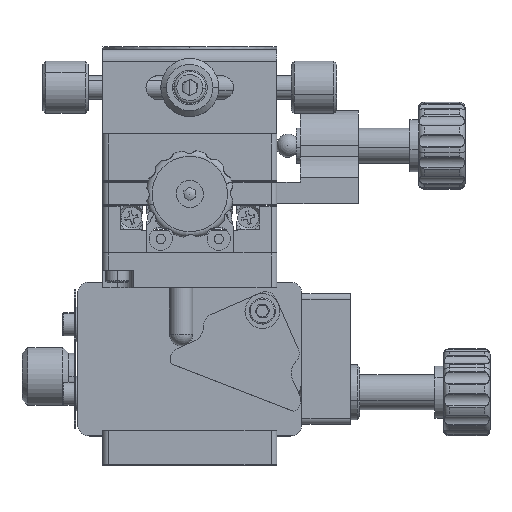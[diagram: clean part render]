
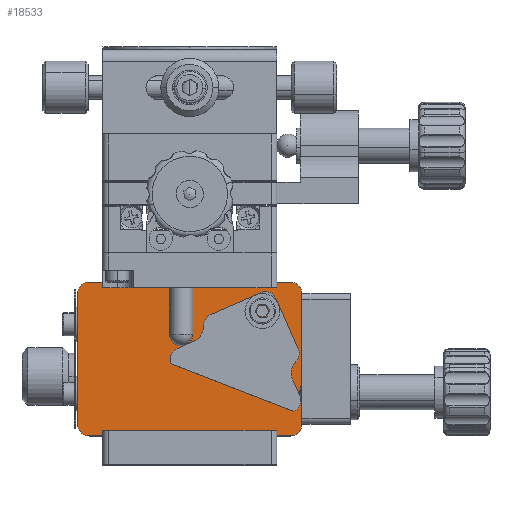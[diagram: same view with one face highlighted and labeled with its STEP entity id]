
A CAD part, top view. The second image highlights one B-rep face of the part: STEP entity #18533.
In plain terms, the highlighted planar face has unit normal (0, 0, 1).
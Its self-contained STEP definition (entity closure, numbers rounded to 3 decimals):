
#1837 = VERTEX_POINT ( 'NONE', #80792 ) ;
#4206 = AXIS2_PLACEMENT_3D ( 'NONE', #24158, #54656, #46686 ) ;
#4931 = ORIENTED_EDGE ( 'NONE', *, *, #14385, .T. ) ;
#5946 = CARTESIAN_POINT ( 'NONE',  ( 10.944, -12.139, 39. ) ) ;
#6715 = CARTESIAN_POINT ( 'NONE',  ( 18.769, -31.639, 39. ) ) ;
#6791 = ORIENTED_EDGE ( 'NONE', *, *, #96423, .T. ) ;
#7218 = DIRECTION ( 'NONE',  ( -1., 0., 0. ) ) ;
#12811 = EDGE_LOOP ( 'NONE', ( #25442, #56740, #4931, #54861, #28821, #6791, #26560, #81378 ) ) ;
#13499 = AXIS2_PLACEMENT_3D ( 'NONE', #77759, #70266, #48237 ) ;
#14385 = EDGE_CURVE ( 'NONE', #1837, #86862, #66588, .T. ) ;
#15474 = VECTOR ( 'NONE', #7218, 1000. ) ;
#16310 = DIRECTION ( 'NONE',  ( 1., 0., 0. ) ) ;
#16802 = VERTEX_POINT ( 'NONE', #6715 ) ;
#16841 = CARTESIAN_POINT ( 'NONE',  ( 11.969, -12.139, 39. ) ) ;
#18533 = ADVANCED_FACE ( 'NONE', ( #23832, #31331 ), #61833, .T. ) ;
#22920 = CARTESIAN_POINT ( 'NONE',  ( -17.831, -31.639, 39. ) ) ;
#23832 = FACE_BOUND ( 'NONE', #38143, .T. ) ;
#23982 = CIRCLE ( 'NONE', #31914, 2. ) ;
#24158 = CARTESIAN_POINT ( 'NONE',  ( -17.831, -9.139, 39. ) ) ;
#25442 = ORIENTED_EDGE ( 'NONE', *, *, #64580, .T. ) ;
#26560 = ORIENTED_EDGE ( 'NONE', *, *, #88095, .T. ) ;
#28231 = ORIENTED_EDGE ( 'NONE', *, *, #31215, .F. ) ;
#28354 = DIRECTION ( 'NONE',  ( 0., 0., 1. ) ) ;
#28821 = ORIENTED_EDGE ( 'NONE', *, *, #92120, .T. ) ;
#29426 = CIRCLE ( 'NONE', #13499, 2. ) ;
#30026 = VERTEX_POINT ( 'NONE', #36322 ) ;
#30667 = VECTOR ( 'NONE', #55948, 1000. ) ;
#31215 = EDGE_CURVE ( 'NONE', #32899, #81785, #59221, .T. ) ;
#31331 = FACE_OUTER_BOUND ( 'NONE', #12811, .T. ) ;
#31914 = AXIS2_PLACEMENT_3D ( 'NONE', #22920, #54404, #53416 ) ;
#31948 = DIRECTION ( 'NONE',  ( -1., 0., 0. ) ) ;
#32899 = VERTEX_POINT ( 'NONE', #5946 ) ;
#32946 = DIRECTION ( 'NONE',  ( 0., 1., 0. ) ) ;
#36322 = CARTESIAN_POINT ( 'NONE',  ( 16.769, -33.639, 39. ) ) ;
#38143 = EDGE_LOOP ( 'NONE', ( #81090, #28231 ) ) ;
#41305 = CARTESIAN_POINT ( 'NONE',  ( 12.994, -12.139, 39. ) ) ;
#41591 = AXIS2_PLACEMENT_3D ( 'NONE', #81361, #28354, #88335 ) ;
#41788 = VECTOR ( 'NONE', #32946, 1000. ) ;
#43554 = CARTESIAN_POINT ( 'NONE',  ( 16.769, -7.139, 39. ) ) ;
#44202 = EDGE_CURVE ( 'NONE', #76163, #1837, #45275, .T. ) ;
#44485 = VERTEX_POINT ( 'NONE', #60509 ) ;
#45275 = LINE ( 'NONE', #98733, #15474 ) ;
#46686 = DIRECTION ( 'NONE',  ( -1., 0., 0. ) ) ;
#46752 = VECTOR ( 'NONE', #49397, 1000. ) ;
#48237 = DIRECTION ( 'NONE',  ( 1., 0., 0. ) ) ;
#49397 = DIRECTION ( 'NONE',  ( 1., 0., 0. ) ) ;
#52528 = AXIS2_PLACEMENT_3D ( 'NONE', #92312, #54320, #16310 ) ;
#53416 = DIRECTION ( 'NONE',  ( -1., 0., 0. ) ) ;
#54320 = DIRECTION ( 'NONE',  ( 0., 0., 1. ) ) ;
#54404 = DIRECTION ( 'NONE',  ( 0., 0., 1. ) ) ;
#54656 = DIRECTION ( 'NONE',  ( 0., 0., 1. ) ) ;
#54726 = VERTEX_POINT ( 'NONE', #73732 ) ;
#54861 = ORIENTED_EDGE ( 'NONE', *, *, #82913, .T. ) ;
#55948 = DIRECTION ( 'NONE',  ( 0., -1., 0. ) ) ;
#56740 = ORIENTED_EDGE ( 'NONE', *, *, #44202, .T. ) ;
#57447 = CARTESIAN_POINT ( 'NONE',  ( -19.831, -31.639, 39. ) ) ;
#59221 = CIRCLE ( 'NONE', #41591, 1.025 ) ;
#60509 = CARTESIAN_POINT ( 'NONE',  ( 18.769, -9.139, 39. ) ) ;
#61833 = PLANE ( 'NONE',  #52528 ) ;
#64580 = EDGE_CURVE ( 'NONE', #44485, #76163, #29426, .T. ) ;
#65558 = CARTESIAN_POINT ( 'NONE',  ( -19.831, -9.139, 39. ) ) ;
#65891 = LINE ( 'NONE', #96356, #46752 ) ;
#66588 = CIRCLE ( 'NONE', #4206, 2. ) ;
#70266 = DIRECTION ( 'NONE',  ( 0., 0., 1. ) ) ;
#70849 = EDGE_CURVE ( 'NONE', #81785, #32899, #71377, .T. ) ;
#71377 = CIRCLE ( 'NONE', #87333, 1.025 ) ;
#73154 = VERTEX_POINT ( 'NONE', #82328 ) ;
#73732 = CARTESIAN_POINT ( 'NONE',  ( -17.831, -33.639, 39. ) ) ;
#76163 = VERTEX_POINT ( 'NONE', #43554 ) ;
#77759 = CARTESIAN_POINT ( 'NONE',  ( 16.769, -9.139, 39. ) ) ;
#78852 = DIRECTION ( 'NONE',  ( 0., 0., 1. ) ) ;
#78938 = LINE ( 'NONE', #95398, #41788 ) ;
#80522 = CIRCLE ( 'NONE', #93268, 2. ) ;
#80792 = CARTESIAN_POINT ( 'NONE',  ( -17.831, -7.139, 39. ) ) ;
#81090 = ORIENTED_EDGE ( 'NONE', *, *, #70849, .F. ) ;
#81361 = CARTESIAN_POINT ( 'NONE',  ( 11.969, -12.139, 39. ) ) ;
#81378 = ORIENTED_EDGE ( 'NONE', *, *, #81928, .T. ) ;
#81785 = VERTEX_POINT ( 'NONE', #41305 ) ;
#81928 = EDGE_CURVE ( 'NONE', #16802, #44485, #78938, .T. ) ;
#82328 = CARTESIAN_POINT ( 'NONE',  ( -19.831, -31.639, 39. ) ) ;
#82913 = EDGE_CURVE ( 'NONE', #86862, #73154, #87434, .T. ) ;
#84935 = CARTESIAN_POINT ( 'NONE',  ( 16.769, -31.639, 39. ) ) ;
#85843 = DIRECTION ( 'NONE',  ( 1., 0., 0. ) ) ;
#85900 = DIRECTION ( 'NONE',  ( 0., 0., 1. ) ) ;
#86862 = VERTEX_POINT ( 'NONE', #65558 ) ;
#87333 = AXIS2_PLACEMENT_3D ( 'NONE', #16841, #78852, #85843 ) ;
#87434 = LINE ( 'NONE', #57447, #30667 ) ;
#88095 = EDGE_CURVE ( 'NONE', #30026, #16802, #80522, .T. ) ;
#88335 = DIRECTION ( 'NONE',  ( 1., 0., 0. ) ) ;
#92120 = EDGE_CURVE ( 'NONE', #73154, #54726, #23982, .T. ) ;
#92312 = CARTESIAN_POINT ( 'NONE',  ( 16.769, -9.139, 39. ) ) ;
#93268 = AXIS2_PLACEMENT_3D ( 'NONE', #84935, #85900, #31948 ) ;
#95398 = CARTESIAN_POINT ( 'NONE',  ( 18.769, -31.639, 39. ) ) ;
#96356 = CARTESIAN_POINT ( 'NONE',  ( 16.769, -33.639, 39. ) ) ;
#96423 = EDGE_CURVE ( 'NONE', #54726, #30026, #65891, .T. ) ;
#98733 = CARTESIAN_POINT ( 'NONE',  ( 16.769, -7.139, 39. ) ) ;
